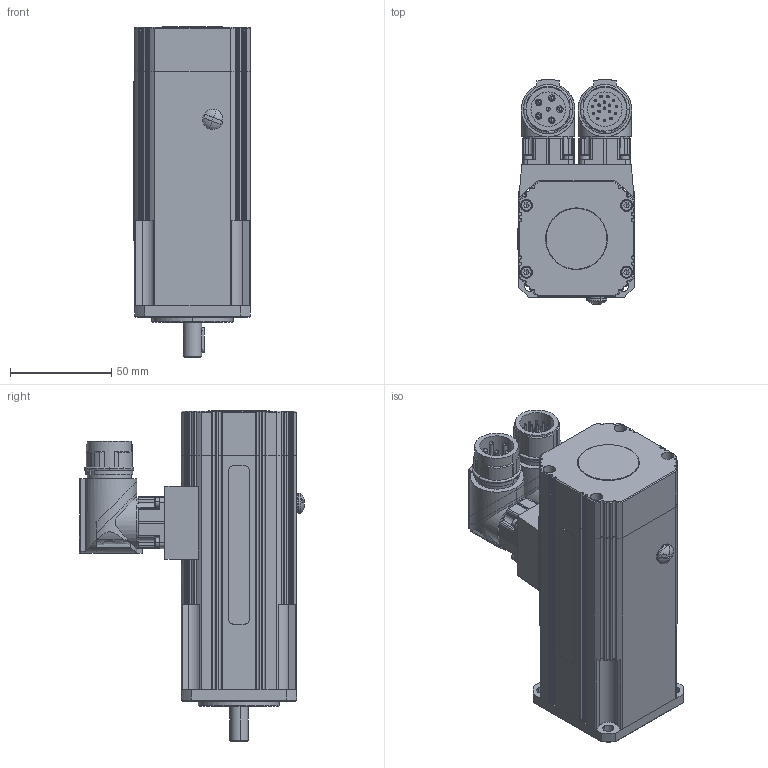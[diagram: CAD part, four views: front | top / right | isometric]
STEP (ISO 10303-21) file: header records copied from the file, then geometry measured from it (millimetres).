
FILE_DESCRIPTION((''),'2;1');
FILE_NAME('FP-105 + Encoder Heidenhain ECN-EQN 1100.stp','2011-11-09T10:42:56',('jlopez'),(''),'Autodesk Inventor 9','Autodesk Inventor 9','');
FILE_SCHEMA(('AUTOMOTIVE_DESIGN { 1 0 10303 214 1 1 1 1 }'));
Length unit declared in the file: millimetre
Products named in the file (1): Pieza1
Bounding box: 57.5 x 110.98 x 163.05 mm (x, y, z)
Volume: 748486.8 mm3; surface area: 94574.7 mm2
Topology: 37 solids, 38 shells, 1710 faces, 4387 edges, 2710 vertices
Faces by surface type: cylinder 686, plane 543, cone 182, bspline 181, torus 70, sphere 48
Entity records: 53940 total; most frequent: CARTESIAN_POINT 13099, DIRECTION 8836, ORIENTED_EDGE 8458, EDGE_CURVE 4229, AXIS2_PLACEMENT_3D 3471, VERTEX_POINT 2710, EDGE_LOOP 1910, VECTOR 1894
